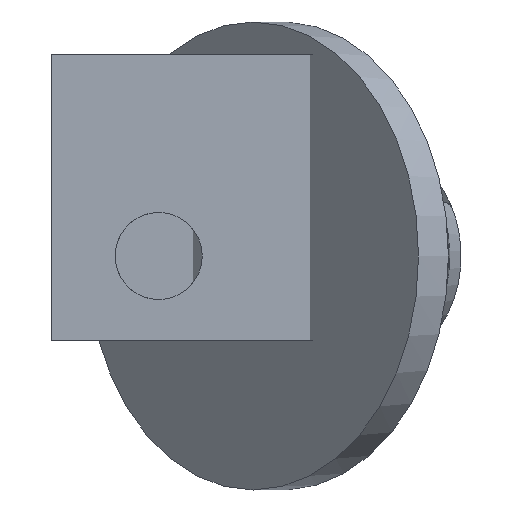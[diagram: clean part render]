
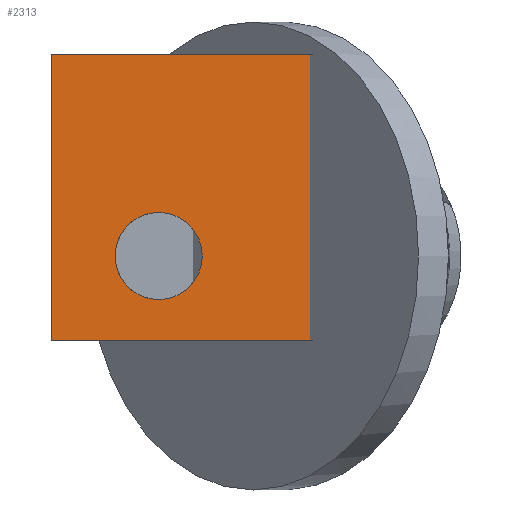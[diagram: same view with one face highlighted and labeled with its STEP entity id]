
A CAD part, front view. The second image highlights one B-rep face of the part: STEP entity #2313.
In plain terms, the highlighted planar face has unit normal (0, -1, 0).
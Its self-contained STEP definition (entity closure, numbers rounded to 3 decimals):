
#109=FACE_BOUND('',#425,.T.);
#180=CIRCLE('',#2519,3.35);
#283=FACE_OUTER_BOUND('',#424,.T.);
#424=EDGE_LOOP('',(#1915,#1916,#1917,#1918));
#425=EDGE_LOOP('',(#1919));
#555=LINE('',#3596,#785);
#618=LINE('',#3761,#848);
#619=LINE('',#3764,#849);
#621=LINE('',#3767,#851);
#785=VECTOR('',#2937,10.);
#848=VECTOR('',#3094,10.);
#849=VECTOR('',#3097,10.);
#851=VECTOR('',#3101,10.);
#1022=VERTEX_POINT('',#3593);
#1023=VERTEX_POINT('',#3595);
#1053=VERTEX_POINT('',#3668);
#1078=VERTEX_POINT('',#3759);
#1079=VERTEX_POINT('',#3763);
#1287=EDGE_CURVE('',#1023,#1022,#555,.T.);
#1325=EDGE_CURVE('',#1053,#1053,#180,.T.);
#1370=EDGE_CURVE('',#1078,#1022,#618,.T.);
#1371=EDGE_CURVE('',#1023,#1079,#619,.T.);
#1373=EDGE_CURVE('',#1078,#1079,#621,.T.);
#1915=ORIENTED_EDGE('',*,*,#1287,.T.);
#1916=ORIENTED_EDGE('',*,*,#1370,.F.);
#1917=ORIENTED_EDGE('',*,*,#1373,.T.);
#1918=ORIENTED_EDGE('',*,*,#1371,.F.);
#1919=ORIENTED_EDGE('',*,*,#1325,.T.);
#2192=PLANE('',#2549);
#2313=ADVANCED_FACE('',(#283,#109),#2192,.T.);
#2519=AXIS2_PLACEMENT_3D('',#3670,#2999,#3000);
#2549=AXIS2_PLACEMENT_3D('',#3766,#3099,#3100);
#2937=DIRECTION('',(0.,0.,-1.));
#2999=DIRECTION('center_axis',(0.,1.,0.));
#3000=DIRECTION('ref_axis',(-1.,0.,0.));
#3094=DIRECTION('',(-1.,0.,0.));
#3097=DIRECTION('',(1.,0.,0.));
#3099=DIRECTION('center_axis',(0.,-1.,0.));
#3100=DIRECTION('ref_axis',(-1.,0.,0.));
#3101=DIRECTION('',(0.,0.,1.));
#3593=CARTESIAN_POINT('',(-27.6,-21.5,-6.5));
#3595=CARTESIAN_POINT('',(-27.6,-21.5,15.5));
#3596=CARTESIAN_POINT('',(-27.6,-21.5,2.375));
#3668=CARTESIAN_POINT('',(-15.97,-21.5,0.));
#3670=CARTESIAN_POINT('Origin',(-19.32,-21.5,0.));
#3759=CARTESIAN_POINT('',(-7.,-21.5,-6.5));
#3761=CARTESIAN_POINT('',(-29.,-21.5,-6.5));
#3763=CARTESIAN_POINT('',(-7.,-21.5,15.5));
#3764=CARTESIAN_POINT('',(-29.,-21.5,15.5));
#3766=CARTESIAN_POINT('Origin',(-7.,-21.5,0.));
#3767=CARTESIAN_POINT('',(-7.,-21.5,0.));
